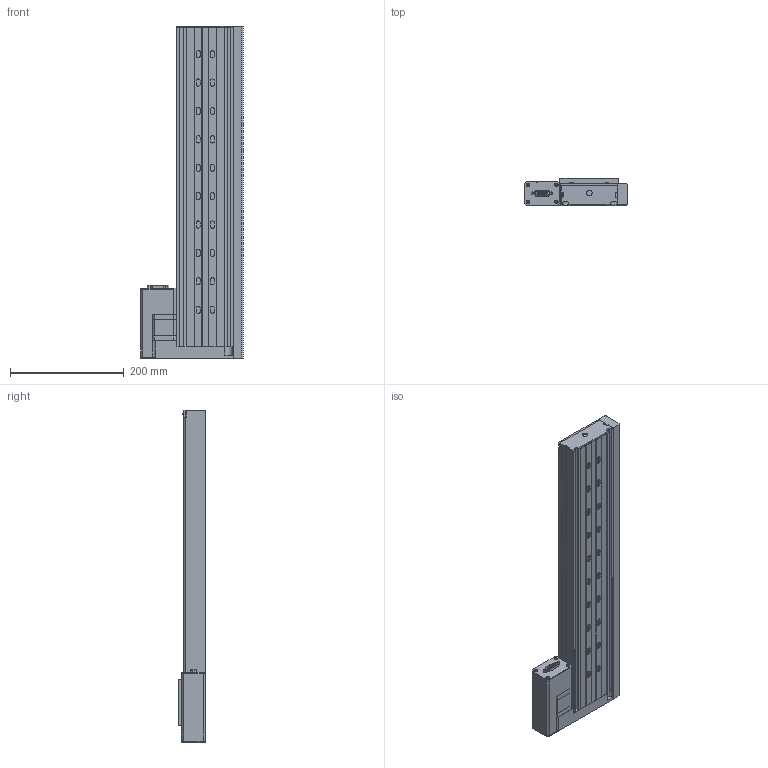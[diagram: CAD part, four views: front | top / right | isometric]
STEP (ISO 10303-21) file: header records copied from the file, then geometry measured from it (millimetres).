
FILE_DESCRIPTION (( 'STEP AP203' ), '1' );
FILE_NAME ('LRQ450xP-DE51CT10A.step', '2023-05-17T23:59:54', ( '' ), ( '' ), 'SwSTEP 2.0', 'SolidWorks 2019', '' );
FILE_SCHEMA (( 'CONFIG_CONTROL_DESIGN' ));
Length unit declared in the file: millimetre
Products named in the file (4): LRQ450xP-DE51CT10A; LRQ_base^LRQ_LRQ450P-DEC; NMS17_motor^LRQ_LRQ-T10A; LRQ_carriage^LRQ_LRQ-C
Assembly tree (3 placements, depth 2):
  LRQ450xP-DE51CT10A
    LRQ_base^LRQ_LRQ450P-DEC
    LRQ_carriage^LRQ_LRQ-C
    NMS17_motor^LRQ_LRQ-T10A
Bounding box: 181.1 x 48 x 584.8 mm (x, y, z)
Volume: 1712685.9 mm3; surface area: 620938.8 mm2
Topology: 28 solids, 28 shells, 866 faces, 2198 edges, 1453 vertices
Faces by surface type: plane 511, cylinder 317, cone 26, torus 8, sphere 4
Entity records: 26799 total; most frequent: CARTESIAN_POINT 4827, DIRECTION 4583, ORIENTED_EDGE 4364, EDGE_CURVE 2182, AXIS2_PLACEMENT_3D 1569, VERTEX_POINT 1449, LINE 1445, VECTOR 1445
